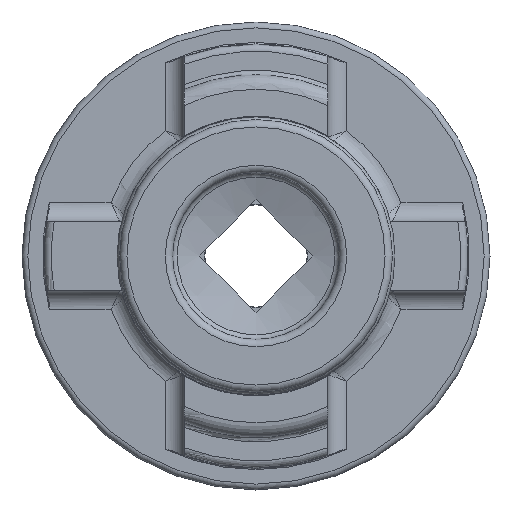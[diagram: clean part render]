
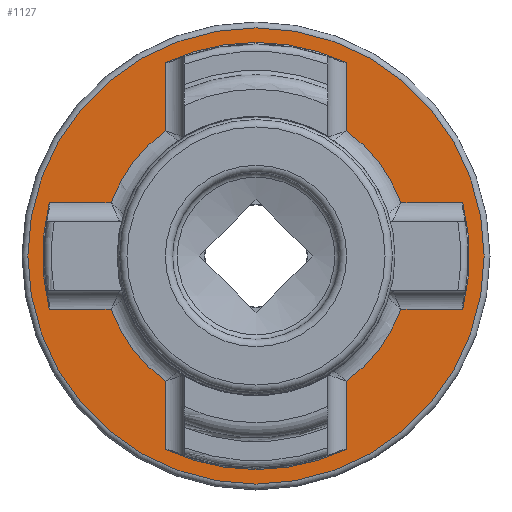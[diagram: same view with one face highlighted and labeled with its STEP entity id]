
A CAD part, left-side view. The second image highlights one B-rep face of the part: STEP entity #1127.
In plain terms, the highlighted planar face has unit normal (-1, 0, 0).
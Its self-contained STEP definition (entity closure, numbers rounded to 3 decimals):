
#18 = ORIENTED_EDGE ( 'NONE', *, *, #1425, .T. ) ;
#50 = FACE_OUTER_BOUND ( 'NONE', #688, .T. ) ;
#64 = DIRECTION ( 'NONE',  ( 1., 0., 0. ) ) ;
#111 = DIRECTION ( 'NONE',  ( -1., 0., 0. ) ) ;
#117 = DIRECTION ( 'NONE',  ( 1., 0., 0. ) ) ;
#137 = VERTEX_POINT ( 'NONE', #2613 ) ;
#140 = VECTOR ( 'NONE', #1385, 1000. ) ;
#156 = LINE ( 'NONE', #1221, #723 ) ;
#204 = VERTEX_POINT ( 'NONE', #3707 ) ;
#228 = DIRECTION ( 'NONE',  ( 1., 0., 0. ) ) ;
#234 = AXIS2_PLACEMENT_3D ( 'NONE', #2122, #2488, #3314 ) ;
#236 = VERTEX_POINT ( 'NONE', #4442 ) ;
#329 = CARTESIAN_POINT ( 'NONE',  ( 23.8, 14.6, -3.65 ) ) ;
#354 = CIRCLE ( 'NONE', #958, 10.56 ) ;
#383 = ORIENTED_EDGE ( 'NONE', *, *, #4984, .F. ) ;
#398 = CARTESIAN_POINT ( 'NONE',  ( 23.8, 14.6, 0. ) ) ;
#440 = VERTEX_POINT ( 'NONE', #4475 ) ;
#465 = DIRECTION ( 'NONE',  ( 0., 0., -1. ) ) ;
#480 = DIRECTION ( 'NONE',  ( 0., 0., 1. ) ) ;
#485 = CARTESIAN_POINT ( 'NONE',  ( 23.8, 14.136, 3.65 ) ) ;
#503 = AXIS2_PLACEMENT_3D ( 'NONE', #3240, #4443, #3690 ) ;
#670 = EDGE_CURVE ( 'NONE', #3819, #236, #5093, .T. ) ;
#688 = EDGE_LOOP ( 'NONE', ( #18 ) ) ;
#695 = ORIENTED_EDGE ( 'NONE', *, *, #4380, .F. ) ;
#708 = VERTEX_POINT ( 'NONE', #4309 ) ;
#723 = VECTOR ( 'NONE', #2081, 1000. ) ;
#726 = PLANE ( 'NONE',  #4246 ) ;
#754 = VERTEX_POINT ( 'NONE', #2333 ) ;
#782 = EDGE_CURVE ( 'NONE', #754, #1406, #1882, .T. ) ;
#810 = VECTOR ( 'NONE', #465, 1000. ) ;
#842 = CARTESIAN_POINT ( 'NONE',  ( 23.8, 0., 0. ) ) ;
#853 = CARTESIAN_POINT ( 'NONE',  ( 23.8, -6.2, -13.753 ) ) ;
#856 = VECTOR ( 'NONE', #3943, 1000. ) ;
#860 = CIRCLE ( 'NONE', #1163, 14.6 ) ;
#869 = ORIENTED_EDGE ( 'NONE', *, *, #3917, .T. ) ;
#918 = DIRECTION ( 'NONE',  ( -1., 0., 0. ) ) ;
#958 = AXIS2_PLACEMENT_3D ( 'NONE', #842, #64, #2064 ) ;
#975 = LINE ( 'NONE', #4794, #856 ) ;
#1045 = CIRCLE ( 'NONE', #2943, 10.56 ) ;
#1120 = FACE_BOUND ( 'NONE', #2099, .T. ) ;
#1127 = ADVANCED_FACE ( 'NONE', ( #1120, #50 ), #726, .F. ) ;
#1163 = AXIS2_PLACEMENT_3D ( 'NONE', #3510, #4299, #1934 ) ;
#1195 = LINE ( 'NONE', #4589, #140 ) ;
#1221 = CARTESIAN_POINT ( 'NONE',  ( 23.8, -14.41, 3.65 ) ) ;
#1244 = CARTESIAN_POINT ( 'NONE',  ( 23.8, 0., 0. ) ) ;
#1279 = CARTESIAN_POINT ( 'NONE',  ( 23.8, 6.2, 0. ) ) ;
#1298 = EDGE_CURVE ( 'NONE', #4410, #708, #354, .T. ) ;
#1300 = CARTESIAN_POINT ( 'NONE',  ( 23.8, -14.136, 3.65 ) ) ;
#1353 = CIRCLE ( 'NONE', #4951, 15.6 ) ;
#1385 = DIRECTION ( 'NONE',  ( 0., 0., -1. ) ) ;
#1386 = ORIENTED_EDGE ( 'NONE', *, *, #4109, .T. ) ;
#1395 = CARTESIAN_POINT ( 'NONE',  ( 23.8, 0., 0. ) ) ;
#1406 = VERTEX_POINT ( 'NONE', #2519 ) ;
#1425 = EDGE_CURVE ( 'NONE', #204, #204, #1353, .T. ) ;
#1442 = CARTESIAN_POINT ( 'NONE',  ( 23.8, 6.2, 0. ) ) ;
#1467 = ORIENTED_EDGE ( 'NONE', *, *, #2920, .T. ) ;
#1559 = DIRECTION ( 'NONE',  ( 0., 1., 0. ) ) ;
#1668 = DIRECTION ( 'NONE',  ( 0., 0., 1. ) ) ;
#1737 = CARTESIAN_POINT ( 'NONE',  ( 23.8, 9.909, 3.65 ) ) ;
#1841 = CIRCLE ( 'NONE', #2776, 10.56 ) ;
#1864 = EDGE_CURVE ( 'NONE', #3501, #2615, #975, .T. ) ;
#1874 = VERTEX_POINT ( 'NONE', #5123 ) ;
#1882 = LINE ( 'NONE', #853, #810 ) ;
#1934 = DIRECTION ( 'NONE',  ( 0., 0., 1. ) ) ;
#1959 = EDGE_CURVE ( 'NONE', #3501, #3356, #3100, .T. ) ;
#1987 = CARTESIAN_POINT ( 'NONE',  ( 23.8, 6.2, 8.548 ) ) ;
#2009 = CARTESIAN_POINT ( 'NONE',  ( 23.8, 9.909, -3.65 ) ) ;
#2013 = EDGE_CURVE ( 'NONE', #137, #2952, #2550, .T. ) ;
#2039 = DIRECTION ( 'NONE',  ( 0., 0., 1. ) ) ;
#2061 = ORIENTED_EDGE ( 'NONE', *, *, #1864, .T. ) ;
#2064 = DIRECTION ( 'NONE',  ( 0., 0., -1. ) ) ;
#2081 = DIRECTION ( 'NONE',  ( 0., -1., 0. ) ) ;
#2099 = EDGE_LOOP ( 'NONE', ( #5046, #869, #2630, #3175, #695, #2839, #1386, #4807, #2522, #2061, #1467, #3094, #383, #3739, #2891, #3765 ) ) ;
#2122 = CARTESIAN_POINT ( 'NONE',  ( 23.8, 0., 0. ) ) ;
#2204 = DIRECTION ( 'NONE',  ( 0., 0., -1. ) ) ;
#2226 = AXIS2_PLACEMENT_3D ( 'NONE', #1244, #111, #480 ) ;
#2333 = CARTESIAN_POINT ( 'NONE',  ( 23.8, -6.2, -8.548 ) ) ;
#2427 = VECTOR ( 'NONE', #2039, 1000. ) ;
#2453 = DIRECTION ( 'NONE',  ( 0., 1., 0. ) ) ;
#2478 = LINE ( 'NONE', #329, #3886 ) ;
#2488 = DIRECTION ( 'NONE',  ( 1., 0., 0. ) ) ;
#2491 = EDGE_CURVE ( 'NONE', #708, #2952, #156, .T. ) ;
#2495 = CARTESIAN_POINT ( 'NONE',  ( 23.8, 6.2, 13.218 ) ) ;
#2514 = CARTESIAN_POINT ( 'NONE',  ( 23.8, 0., 0. ) ) ;
#2519 = CARTESIAN_POINT ( 'NONE',  ( 23.8, -6.2, -13.218 ) ) ;
#2522 = ORIENTED_EDGE ( 'NONE', *, *, #1959, .F. ) ;
#2534 = CIRCLE ( 'NONE', #234, 10.56 ) ;
#2550 = CIRCLE ( 'NONE', #2226, 14.6 ) ;
#2558 = DIRECTION ( 'NONE',  ( 0., 0., 1. ) ) ;
#2613 = CARTESIAN_POINT ( 'NONE',  ( 23.8, -14.136, -3.65 ) ) ;
#2615 = VERTEX_POINT ( 'NONE', #1737 ) ;
#2630 = ORIENTED_EDGE ( 'NONE', *, *, #4972, .T. ) ;
#2650 = CIRCLE ( 'NONE', #503, 14.6 ) ;
#2726 = CARTESIAN_POINT ( 'NONE',  ( 23.8, -6.2, 8.548 ) ) ;
#2776 = AXIS2_PLACEMENT_3D ( 'NONE', #2514, #117, #2925 ) ;
#2839 = ORIENTED_EDGE ( 'NONE', *, *, #670, .T. ) ;
#2891 = ORIENTED_EDGE ( 'NONE', *, *, #1298, .T. ) ;
#2920 = EDGE_CURVE ( 'NONE', #2615, #3868, #1841, .T. ) ;
#2925 = DIRECTION ( 'NONE',  ( 0., 0., -1. ) ) ;
#2943 = AXIS2_PLACEMENT_3D ( 'NONE', #1395, #228, #2204 ) ;
#2952 = VERTEX_POINT ( 'NONE', #1300 ) ;
#3071 = EDGE_CURVE ( 'NONE', #1874, #4410, #1195, .T. ) ;
#3094 = ORIENTED_EDGE ( 'NONE', *, *, #3895, .T. ) ;
#3100 = CIRCLE ( 'NONE', #3723, 14.6 ) ;
#3175 = ORIENTED_EDGE ( 'NONE', *, *, #782, .T. ) ;
#3240 = CARTESIAN_POINT ( 'NONE',  ( 23.8, 0., 0. ) ) ;
#3244 = CARTESIAN_POINT ( 'NONE',  ( 23.8, 0., 0. ) ) ;
#3279 = CARTESIAN_POINT ( 'NONE',  ( 23.8, -8.957, -3.65 ) ) ;
#3293 = LINE ( 'NONE', #3279, #4664 ) ;
#3314 = DIRECTION ( 'NONE',  ( 0., 0., -1. ) ) ;
#3356 = VERTEX_POINT ( 'NONE', #3772 ) ;
#3501 = VERTEX_POINT ( 'NONE', #485 ) ;
#3510 = CARTESIAN_POINT ( 'NONE',  ( 23.8, 0., 0. ) ) ;
#3512 = VERTEX_POINT ( 'NONE', #2009 ) ;
#3520 = DIRECTION ( 'NONE',  ( 1., 0., 0. ) ) ;
#3608 = VERTEX_POINT ( 'NONE', #2495 ) ;
#3690 = DIRECTION ( 'NONE',  ( 0., 0., 1. ) ) ;
#3707 = CARTESIAN_POINT ( 'NONE',  ( 23.8, 0., 15.6 ) ) ;
#3723 = AXIS2_PLACEMENT_3D ( 'NONE', #3244, #918, #1668 ) ;
#3739 = ORIENTED_EDGE ( 'NONE', *, *, #3071, .T. ) ;
#3765 = ORIENTED_EDGE ( 'NONE', *, *, #2491, .T. ) ;
#3772 = CARTESIAN_POINT ( 'NONE',  ( 23.8, 14.136, -3.65 ) ) ;
#3819 = VERTEX_POINT ( 'NONE', #4779 ) ;
#3868 = VERTEX_POINT ( 'NONE', #1987 ) ;
#3886 = VECTOR ( 'NONE', #1559, 1000. ) ;
#3895 = EDGE_CURVE ( 'NONE', #3868, #3608, #4215, .T. ) ;
#3917 = EDGE_CURVE ( 'NONE', #137, #440, #3293, .T. ) ;
#3943 = DIRECTION ( 'NONE',  ( 0., -1., 0. ) ) ;
#4109 = EDGE_CURVE ( 'NONE', #236, #3512, #1045, .T. ) ;
#4117 = DIRECTION ( 'NONE',  ( -1., 0., 0. ) ) ;
#4215 = LINE ( 'NONE', #1279, #2427 ) ;
#4246 = AXIS2_PLACEMENT_3D ( 'NONE', #398, #3520, #5101 ) ;
#4273 = DIRECTION ( 'NONE',  ( 0., 0., 1. ) ) ;
#4292 = VECTOR ( 'NONE', #4273, 1000. ) ;
#4299 = DIRECTION ( 'NONE',  ( -1., 0., 0. ) ) ;
#4309 = CARTESIAN_POINT ( 'NONE',  ( 23.8, -9.909, 3.65 ) ) ;
#4380 = EDGE_CURVE ( 'NONE', #3819, #1406, #860, .T. ) ;
#4410 = VERTEX_POINT ( 'NONE', #2726 ) ;
#4442 = CARTESIAN_POINT ( 'NONE',  ( 23.8, 6.2, -8.548 ) ) ;
#4443 = DIRECTION ( 'NONE',  ( -1., 0., 0. ) ) ;
#4472 = CARTESIAN_POINT ( 'NONE',  ( 23.8, 0., 0. ) ) ;
#4475 = CARTESIAN_POINT ( 'NONE',  ( 23.8, -9.909, -3.65 ) ) ;
#4517 = EDGE_CURVE ( 'NONE', #3512, #3356, #2478, .T. ) ;
#4589 = CARTESIAN_POINT ( 'NONE',  ( 23.8, -6.2, 7.857 ) ) ;
#4664 = VECTOR ( 'NONE', #2453, 1000. ) ;
#4779 = CARTESIAN_POINT ( 'NONE',  ( 23.8, 6.2, -13.218 ) ) ;
#4794 = CARTESIAN_POINT ( 'NONE',  ( 23.8, 14.6, 3.65 ) ) ;
#4807 = ORIENTED_EDGE ( 'NONE', *, *, #4517, .T. ) ;
#4951 = AXIS2_PLACEMENT_3D ( 'NONE', #4472, #4117, #2558 ) ;
#4972 = EDGE_CURVE ( 'NONE', #440, #754, #2534, .T. ) ;
#4984 = EDGE_CURVE ( 'NONE', #1874, #3608, #2650, .T. ) ;
#5046 = ORIENTED_EDGE ( 'NONE', *, *, #2013, .F. ) ;
#5093 = LINE ( 'NONE', #1442, #4292 ) ;
#5101 = DIRECTION ( 'NONE',  ( 0., 0., -1. ) ) ;
#5123 = CARTESIAN_POINT ( 'NONE',  ( 23.8, -6.2, 13.218 ) ) ;
